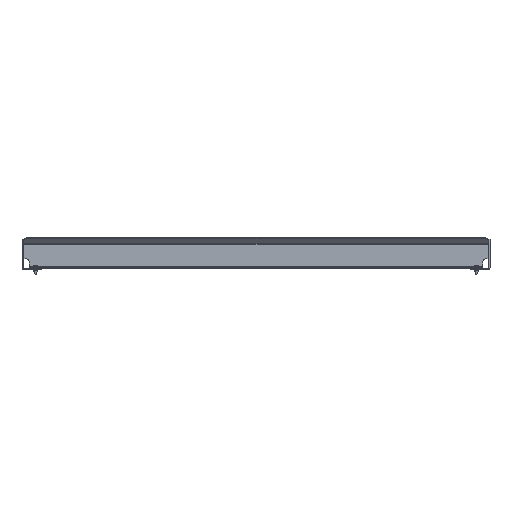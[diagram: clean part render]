
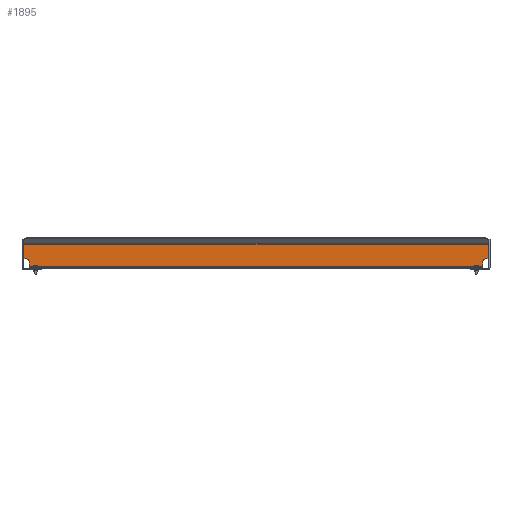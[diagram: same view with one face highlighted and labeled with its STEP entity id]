
A CAD part, front view. The second image highlights one B-rep face of the part: STEP entity #1895.
In plain terms, the highlighted face is planar.
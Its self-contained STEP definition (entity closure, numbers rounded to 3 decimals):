
#204 = VERTEX_POINT ( 'NONE', #3813 ) ;
#330 = EDGE_CURVE ( 'NONE', #2924, #204, #3474, .T. ) ;
#616 = ORIENTED_EDGE ( 'NONE', *, *, #6655, .T. ) ;
#627 = VERTEX_POINT ( 'NONE', #10014 ) ;
#915 = EDGE_CURVE ( 'NONE', #9228, #7586, #1695, .T. ) ;
#979 = EDGE_CURVE ( 'NONE', #9658, #4494, #11142, .T. ) ;
#1204 = VECTOR ( 'NONE', #9466, 1000. ) ;
#1479 = DIRECTION ( 'NONE',  ( 0., 0., 1. ) ) ;
#1491 = DIRECTION ( 'NONE',  ( 0., 0., 1. ) ) ;
#1500 = CARTESIAN_POINT ( 'NONE',  ( -266.25, 0., 10.8 ) ) ;
#1553 = PLANE ( 'NONE',  #10548 ) ;
#1566 = CARTESIAN_POINT ( 'NONE',  ( -263., 0., -0.001 ) ) ;
#1695 = LINE ( 'NONE', #2403, #6779 ) ;
#1843 = ORIENTED_EDGE ( 'NONE', *, *, #4975, .T. ) ;
#1895 = ADVANCED_FACE ( 'NONE', ( #2726 ), #1553, .T. ) ;
#2104 = VECTOR ( 'NONE', #7862, 1000. ) ;
#2314 = CARTESIAN_POINT ( 'NONE',  ( -263., 0., 7.55 ) ) ;
#2403 = CARTESIAN_POINT ( 'NONE',  ( 269., 0., 1.8 ) ) ;
#2426 = DIRECTION ( 'NONE',  ( 0., 1., 0. ) ) ;
#2543 = CARTESIAN_POINT ( 'NONE',  ( 263., 0., 1.8 ) ) ;
#2569 = CARTESIAN_POINT ( 'NONE',  ( -269., 0., 27.929 ) ) ;
#2580 = VECTOR ( 'NONE', #1491, 1000. ) ;
#2643 = EDGE_CURVE ( 'NONE', #7586, #9658, #7542, .T. ) ;
#2726 = FACE_OUTER_BOUND ( 'NONE', #10065, .T. ) ;
#2924 = VERTEX_POINT ( 'NONE', #10096 ) ;
#2937 = CARTESIAN_POINT ( 'NONE',  ( -263., 0., 1.8 ) ) ;
#2971 = EDGE_CURVE ( 'NONE', #4494, #204, #4090, .T. ) ;
#3474 = LINE ( 'NONE', #2569, #2104 ) ;
#3813 = CARTESIAN_POINT ( 'NONE',  ( -269., 0., 10.8 ) ) ;
#4090 = LINE ( 'NONE', #6106, #1204 ) ;
#4106 = ORIENTED_EDGE ( 'NONE', *, *, #9027, .F. ) ;
#4127 = DIRECTION ( 'NONE',  ( 0., 0., 1. ) ) ;
#4383 = AXIS2_PLACEMENT_3D ( 'NONE', #10399, #4388, #9479 ) ;
#4388 = DIRECTION ( 'NONE',  ( 0., -1., 0. ) ) ;
#4444 = LINE ( 'NONE', #9695, #11164 ) ;
#4477 = ORIENTED_EDGE ( 'NONE', *, *, #330, .F. ) ;
#4494 = VERTEX_POINT ( 'NONE', #1500 ) ;
#4515 = CARTESIAN_POINT ( 'NONE',  ( 263., 0., 7.55 ) ) ;
#4594 = DIRECTION ( 'NONE',  ( 0., -1., 0. ) ) ;
#4975 = EDGE_CURVE ( 'NONE', #9122, #5046, #8414, .T. ) ;
#5046 = VERTEX_POINT ( 'NONE', #7731 ) ;
#5387 = DIRECTION ( 'NONE',  ( -1., 0., 0. ) ) ;
#5580 = VECTOR ( 'NONE', #8470, 1000. ) ;
#5588 = AXIS2_PLACEMENT_3D ( 'NONE', #10767, #4594, #6371 ) ;
#5967 = ORIENTED_EDGE ( 'NONE', *, *, #915, .T. ) ;
#6106 = CARTESIAN_POINT ( 'NONE',  ( -263., 0., 10.8 ) ) ;
#6204 = EDGE_CURVE ( 'NONE', #5046, #627, #4444, .T. ) ;
#6371 = DIRECTION ( 'NONE',  ( 0., 0., 1. ) ) ;
#6655 = EDGE_CURVE ( 'NONE', #627, #10998, #7611, .T. ) ;
#6779 = VECTOR ( 'NONE', #11060, 1000. ) ;
#7097 = LINE ( 'NONE', #9456, #5580 ) ;
#7200 = ORIENTED_EDGE ( 'NONE', *, *, #10724, .F. ) ;
#7262 = LINE ( 'NONE', #9357, #10535 ) ;
#7269 = ORIENTED_EDGE ( 'NONE', *, *, #2643, .T. ) ;
#7542 = LINE ( 'NONE', #1566, #2580 ) ;
#7586 = VERTEX_POINT ( 'NONE', #2937 ) ;
#7611 = CIRCLE ( 'NONE', #5588, 3.25 ) ;
#7722 = CARTESIAN_POINT ( 'NONE',  ( 269., 0., 27.929 ) ) ;
#7731 = CARTESIAN_POINT ( 'NONE',  ( 269., 0., 10.8 ) ) ;
#7862 = DIRECTION ( 'NONE',  ( 0., 0., -1. ) ) ;
#7963 = ORIENTED_EDGE ( 'NONE', *, *, #6204, .T. ) ;
#8414 = LINE ( 'NONE', #10353, #10736 ) ;
#8470 = DIRECTION ( 'NONE',  ( -1., 0., 0. ) ) ;
#9027 = EDGE_CURVE ( 'NONE', #9228, #10998, #7262, .T. ) ;
#9122 = VERTEX_POINT ( 'NONE', #9196 ) ;
#9196 = CARTESIAN_POINT ( 'NONE',  ( 269., 0., 27.515 ) ) ;
#9228 = VERTEX_POINT ( 'NONE', #2543 ) ;
#9354 = DIRECTION ( 'NONE',  ( 0., 0., -1. ) ) ;
#9357 = CARTESIAN_POINT ( 'NONE',  ( 263., 0., -0.001 ) ) ;
#9456 = CARTESIAN_POINT ( 'NONE',  ( 269., 0., 27.515 ) ) ;
#9466 = DIRECTION ( 'NONE',  ( -1., 0., 0. ) ) ;
#9479 = DIRECTION ( 'NONE',  ( 0., 0., 1. ) ) ;
#9658 = VERTEX_POINT ( 'NONE', #2314 ) ;
#9695 = CARTESIAN_POINT ( 'NONE',  ( 263., 0., 10.8 ) ) ;
#9966 = ORIENTED_EDGE ( 'NONE', *, *, #979, .T. ) ;
#10014 = CARTESIAN_POINT ( 'NONE',  ( 266.25, 0., 10.8 ) ) ;
#10065 = EDGE_LOOP ( 'NONE', ( #7269, #9966, #10483, #4477, #7200, #1843, #7963, #616, #4106, #5967 ) ) ;
#10096 = CARTESIAN_POINT ( 'NONE',  ( -269., 0., 27.515 ) ) ;
#10353 = CARTESIAN_POINT ( 'NONE',  ( 269., 0., 27.929 ) ) ;
#10399 = CARTESIAN_POINT ( 'NONE',  ( -266.25, 0., 7.55 ) ) ;
#10483 = ORIENTED_EDGE ( 'NONE', *, *, #2971, .T. ) ;
#10535 = VECTOR ( 'NONE', #4127, 1000. ) ;
#10548 = AXIS2_PLACEMENT_3D ( 'NONE', #7722, #2426, #1479 ) ;
#10724 = EDGE_CURVE ( 'NONE', #9122, #2924, #7097, .T. ) ;
#10736 = VECTOR ( 'NONE', #9354, 1000. ) ;
#10767 = CARTESIAN_POINT ( 'NONE',  ( 266.25, 0., 7.55 ) ) ;
#10998 = VERTEX_POINT ( 'NONE', #4515 ) ;
#11060 = DIRECTION ( 'NONE',  ( -1., 0., 0. ) ) ;
#11142 = CIRCLE ( 'NONE', #4383, 3.25 ) ;
#11164 = VECTOR ( 'NONE', #5387, 1000. ) ;
